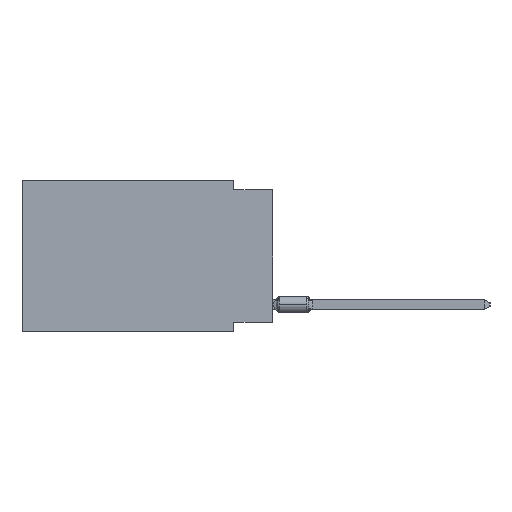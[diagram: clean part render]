
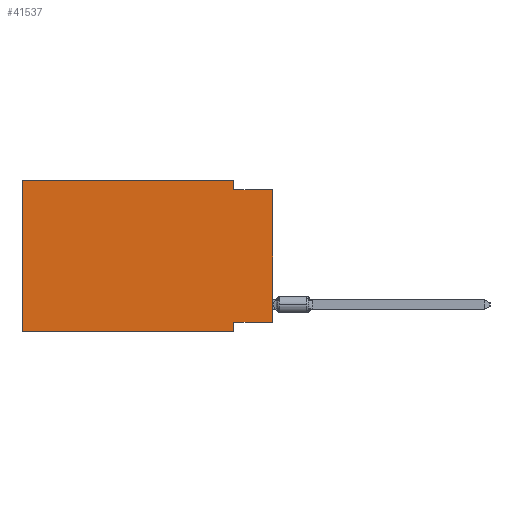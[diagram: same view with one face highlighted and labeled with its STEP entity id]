
A CAD part, left-side view. The second image highlights one B-rep face of the part: STEP entity #41537.
In plain terms, the highlighted planar face has unit normal (-1, 0, 0).
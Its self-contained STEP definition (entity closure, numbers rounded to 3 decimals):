
#1086 = DIRECTION ( 'NONE',  ( 0., 0., 1. ) ) ;
#2270 = VECTOR ( 'NONE', #1086, 1000. ) ;
#3721 = CARTESIAN_POINT ( 'NONE',  ( 0., 0., -0.635 ) ) ;
#4225 = LINE ( 'NONE', #50075, #38493 ) ;
#4853 = VERTEX_POINT ( 'NONE', #3721 ) ;
#5734 = DIRECTION ( 'NONE',  ( 0., -1., 0. ) ) ;
#6617 = VERTEX_POINT ( 'NONE', #52514 ) ;
#6622 = CARTESIAN_POINT ( 'NONE',  ( 0., 16.383, 0. ) ) ;
#6902 = VECTOR ( 'NONE', #5734, 1000. ) ;
#7924 = VERTEX_POINT ( 'NONE', #39272 ) ;
#8213 = VERTEX_POINT ( 'NONE', #27154 ) ;
#8381 = VECTOR ( 'NONE', #61707, 1000. ) ;
#8621 = CARTESIAN_POINT ( 'NONE',  ( 0., 16.383, 0. ) ) ;
#9294 = FACE_OUTER_BOUND ( 'NONE', #44240, .T. ) ;
#10833 = CARTESIAN_POINT ( 'NONE',  ( 0., 16.383, 0. ) ) ;
#11501 = DIRECTION ( 'NONE',  ( 0., 0., -1. ) ) ;
#11541 = DIRECTION ( 'NONE',  ( 0., 0., -1. ) ) ;
#12639 = ORIENTED_EDGE ( 'NONE', *, *, #33715, .T. ) ;
#13753 = DIRECTION ( 'NONE',  ( 0., -1., 0. ) ) ;
#13987 = CARTESIAN_POINT ( 'NONE',  ( 0., 2.54, -0.635 ) ) ;
#14435 = VERTEX_POINT ( 'NONE', #48552 ) ;
#14944 = ORIENTED_EDGE ( 'NONE', *, *, #32819, .T. ) ;
#15833 = CARTESIAN_POINT ( 'NONE',  ( 0., 0., 0. ) ) ;
#17350 = VERTEX_POINT ( 'NONE', #13987 ) ;
#21521 = LINE ( 'NONE', #15833, #2270 ) ;
#24719 = EDGE_CURVE ( 'NONE', #34615, #14435, #47871, .T. ) ;
#26882 = CARTESIAN_POINT ( 'NONE',  ( 0., 2.54, -9.906 ) ) ;
#27154 = CARTESIAN_POINT ( 'NONE',  ( 0., 2.54, -9.271 ) ) ;
#28814 = CARTESIAN_POINT ( 'NONE',  ( 0., 2.54, 0. ) ) ;
#29427 = ORIENTED_EDGE ( 'NONE', *, *, #63964, .F. ) ;
#30280 = EDGE_CURVE ( 'NONE', #61458, #34615, #51009, .T. ) ;
#30923 = LINE ( 'NONE', #26882, #60998 ) ;
#32291 = ORIENTED_EDGE ( 'NONE', *, *, #45293, .F. ) ;
#32420 = ORIENTED_EDGE ( 'NONE', *, *, #56028, .F. ) ;
#32819 = EDGE_CURVE ( 'NONE', #61458, #6617, #60632, .T. ) ;
#33504 = CARTESIAN_POINT ( 'NONE',  ( 0., 0., -0.635 ) ) ;
#33715 = EDGE_CURVE ( 'NONE', #7924, #4853, #21521, .T. ) ;
#34386 = ORIENTED_EDGE ( 'NONE', *, *, #45773, .F. ) ;
#34615 = VERTEX_POINT ( 'NONE', #6622 ) ;
#35183 = VECTOR ( 'NONE', #39558, 1000. ) ;
#38493 = VECTOR ( 'NONE', #39694, 1000. ) ;
#39272 = CARTESIAN_POINT ( 'NONE',  ( 0., 0., -9.271 ) ) ;
#39558 = DIRECTION ( 'NONE',  ( 0., -1., 0. ) ) ;
#39694 = DIRECTION ( 'NONE',  ( 0., 1., 0. ) ) ;
#40876 = CARTESIAN_POINT ( 'NONE',  ( 0., 16.383, -9.906 ) ) ;
#41205 = CARTESIAN_POINT ( 'NONE',  ( 0., 16.383, 0. ) ) ;
#41537 = ADVANCED_FACE ( 'NONE', ( #9294 ), #60817, .F. ) ;
#43830 = CARTESIAN_POINT ( 'NONE',  ( 0., 16.383, -9.906 ) ) ;
#44240 = EDGE_LOOP ( 'NONE', ( #12639, #29427, #32420, #57065, #51424, #14944, #34386, #32291 ) ) ;
#45293 = EDGE_CURVE ( 'NONE', #7924, #8213, #4225, .T. ) ;
#45773 = EDGE_CURVE ( 'NONE', #8213, #6617, #30923, .T. ) ;
#47871 = LINE ( 'NONE', #41205, #6902 ) ;
#48032 = VECTOR ( 'NONE', #13753, 1000. ) ;
#48552 = CARTESIAN_POINT ( 'NONE',  ( 0., 2.54, 0. ) ) ;
#50075 = CARTESIAN_POINT ( 'NONE',  ( 0., 0., -9.271 ) ) ;
#51009 = LINE ( 'NONE', #10833, #8381 ) ;
#51424 = ORIENTED_EDGE ( 'NONE', *, *, #30280, .F. ) ;
#52514 = CARTESIAN_POINT ( 'NONE',  ( 0., 2.54, -9.906 ) ) ;
#54794 = DIRECTION ( 'NONE',  ( 1., 0., 0. ) ) ;
#55801 = DIRECTION ( 'NONE',  ( 0., 0., -1. ) ) ;
#56028 = EDGE_CURVE ( 'NONE', #14435, #17350, #58924, .T. ) ;
#57065 = ORIENTED_EDGE ( 'NONE', *, *, #24719, .F. ) ;
#57514 = AXIS2_PLACEMENT_3D ( 'NONE', #8621, #54794, #55801 ) ;
#57621 = LINE ( 'NONE', #33504, #48032 ) ;
#58924 = LINE ( 'NONE', #28814, #64413 ) ;
#60632 = LINE ( 'NONE', #40876, #35183 ) ;
#60817 = PLANE ( 'NONE',  #57514 ) ;
#60998 = VECTOR ( 'NONE', #11501, 1000. ) ;
#61458 = VERTEX_POINT ( 'NONE', #43830 ) ;
#61707 = DIRECTION ( 'NONE',  ( 0., 0., 1. ) ) ;
#63964 = EDGE_CURVE ( 'NONE', #17350, #4853, #57621, .T. ) ;
#64413 = VECTOR ( 'NONE', #11541, 1000. ) ;
